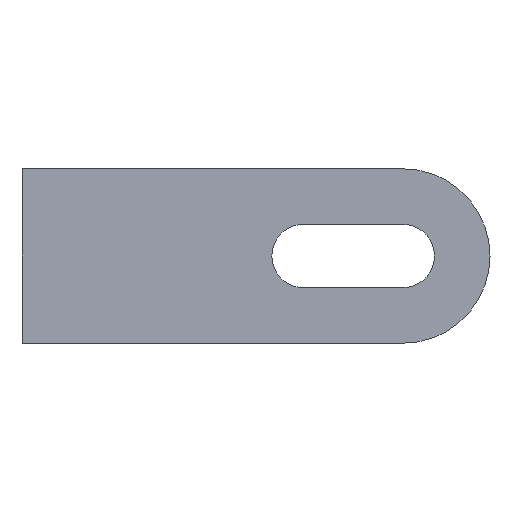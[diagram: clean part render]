
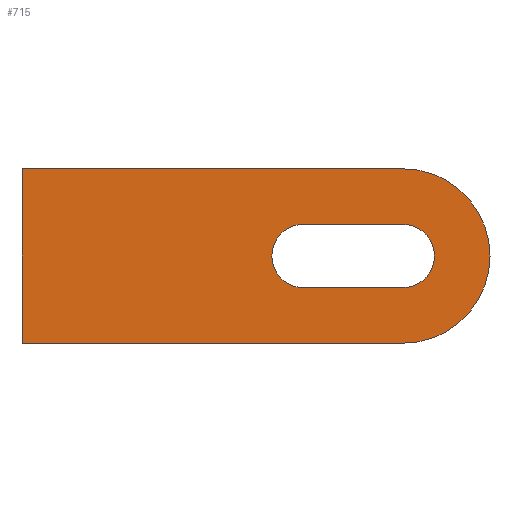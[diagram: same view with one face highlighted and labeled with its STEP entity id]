
A CAD part, front view. The second image highlights one B-rep face of the part: STEP entity #715.
In plain terms, the highlighted planar face has unit normal (0, -1, 0).
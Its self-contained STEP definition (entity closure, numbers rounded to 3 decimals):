
#28 = CARTESIAN_POINT ( 'NONE',  ( 0., 0., -22. ) ) ;
#54 = VERTEX_POINT ( 'NONE', #281 ) ;
#70 = VERTEX_POINT ( 'NONE', #112 ) ;
#73 = CARTESIAN_POINT ( 'NONE',  ( 37., 0., 8. ) ) ;
#75 = CARTESIAN_POINT ( 'NONE',  ( 37., 0., -22. ) ) ;
#81 = DIRECTION ( 'NONE',  ( 0., 0., 1. ) ) ;
#89 = LINE ( 'NONE', #260, #651 ) ;
#100 = AXIS2_PLACEMENT_3D ( 'NONE', #512, #209, #145 ) ;
#101 = EDGE_CURVE ( 'NONE', #241, #54, #546, .T. ) ;
#112 = CARTESIAN_POINT ( 'NONE',  ( 12., 0., 8. ) ) ;
#117 = DIRECTION ( 'NONE',  ( 1., 0., 0. ) ) ;
#120 = CARTESIAN_POINT ( 'NONE',  ( 0., 0., 0. ) ) ;
#145 = DIRECTION ( 'NONE',  ( 0., 0., 1. ) ) ;
#152 = VERTEX_POINT ( 'NONE', #794 ) ;
#171 = ORIENTED_EDGE ( 'NONE', *, *, #101, .F. ) ;
#178 = VERTEX_POINT ( 'NONE', #446 ) ;
#193 = DIRECTION ( 'NONE',  ( 0., 1., 0. ) ) ;
#199 = DIRECTION ( 'NONE',  ( 1., 0., 0. ) ) ;
#209 = DIRECTION ( 'NONE',  ( 0., 1., 0. ) ) ;
#222 = CARTESIAN_POINT ( 'NONE',  ( 0., 0., 22. ) ) ;
#224 = VECTOR ( 'NONE', #81, 1000. ) ;
#226 = ORIENTED_EDGE ( 'NONE', *, *, #411, .F. ) ;
#241 = VERTEX_POINT ( 'NONE', #696 ) ;
#260 = CARTESIAN_POINT ( 'NONE',  ( 37., 0., -8. ) ) ;
#281 = CARTESIAN_POINT ( 'NONE',  ( 37., 0., 22. ) ) ;
#282 = CIRCLE ( 'NONE', #506, 22. ) ;
#287 = EDGE_CURVE ( 'NONE', #539, #598, #459, .T. ) ;
#292 = CARTESIAN_POINT ( 'NONE',  ( -59., 0., -22. ) ) ;
#298 = EDGE_CURVE ( 'NONE', #54, #598, #282, .T. ) ;
#308 = ORIENTED_EDGE ( 'NONE', *, *, #472, .T. ) ;
#310 = ORIENTED_EDGE ( 'NONE', *, *, #437, .T. ) ;
#316 = CARTESIAN_POINT ( 'NONE',  ( -59., 0., 0. ) ) ;
#320 = CARTESIAN_POINT ( 'NONE',  ( 37., 0., 8. ) ) ;
#329 = DIRECTION ( 'NONE',  ( 0., 0., 1. ) ) ;
#333 = DIRECTION ( 'NONE',  ( -1., 0., 0. ) ) ;
#344 = EDGE_LOOP ( 'NONE', ( #310, #524, #534, #308 ) ) ;
#363 = VERTEX_POINT ( 'NONE', #73 ) ;
#371 = ORIENTED_EDGE ( 'NONE', *, *, #298, .F. ) ;
#387 = PLANE ( 'NONE',  #514 ) ;
#400 = VECTOR ( 'NONE', #117, 1000. ) ;
#407 = CIRCLE ( 'NONE', #689, 8. ) ;
#409 = CIRCLE ( 'NONE', #100, 8. ) ;
#411 = EDGE_CURVE ( 'NONE', #539, #241, #752, .T. ) ;
#437 = EDGE_CURVE ( 'NONE', #70, #363, #691, .T. ) ;
#446 = CARTESIAN_POINT ( 'NONE',  ( 37., 0., -8. ) ) ;
#447 = CARTESIAN_POINT ( 'NONE',  ( 37., 0., 0. ) ) ;
#459 = LINE ( 'NONE', #28, #531 ) ;
#461 = FACE_OUTER_BOUND ( 'NONE', #535, .T. ) ;
#472 = EDGE_CURVE ( 'NONE', #152, #70, #409, .T. ) ;
#496 = FACE_BOUND ( 'NONE', #344, .T. ) ;
#506 = AXIS2_PLACEMENT_3D ( 'NONE', #572, #645, #329 ) ;
#512 = CARTESIAN_POINT ( 'NONE',  ( 12., 0., 0. ) ) ;
#514 = AXIS2_PLACEMENT_3D ( 'NONE', #120, #791, #576 ) ;
#524 = ORIENTED_EDGE ( 'NONE', *, *, #656, .T. ) ;
#531 = VECTOR ( 'NONE', #700, 1000. ) ;
#534 = ORIENTED_EDGE ( 'NONE', *, *, #706, .T. ) ;
#535 = EDGE_LOOP ( 'NONE', ( #171, #226, #588, #371 ) ) ;
#539 = VERTEX_POINT ( 'NONE', #292 ) ;
#546 = LINE ( 'NONE', #222, #400 ) ;
#572 = CARTESIAN_POINT ( 'NONE',  ( 37., 0., 0. ) ) ;
#576 = DIRECTION ( 'NONE',  ( 0., 0., 1. ) ) ;
#588 = ORIENTED_EDGE ( 'NONE', *, *, #287, .T. ) ;
#598 = VERTEX_POINT ( 'NONE', #75 ) ;
#645 = DIRECTION ( 'NONE',  ( 0., 1., 0. ) ) ;
#651 = VECTOR ( 'NONE', #333, 1000. ) ;
#656 = EDGE_CURVE ( 'NONE', #363, #178, #407, .T. ) ;
#666 = VECTOR ( 'NONE', #199, 1000. ) ;
#680 = DIRECTION ( 'NONE',  ( 0., 0., 1. ) ) ;
#689 = AXIS2_PLACEMENT_3D ( 'NONE', #447, #193, #680 ) ;
#691 = LINE ( 'NONE', #320, #666 ) ;
#696 = CARTESIAN_POINT ( 'NONE',  ( -59., 0., 22. ) ) ;
#700 = DIRECTION ( 'NONE',  ( 1., 0., 0. ) ) ;
#706 = EDGE_CURVE ( 'NONE', #178, #152, #89, .T. ) ;
#715 = ADVANCED_FACE ( 'NONE', ( #496, #461 ), #387, .F. ) ;
#752 = LINE ( 'NONE', #316, #224 ) ;
#791 = DIRECTION ( 'NONE',  ( 0., 1., 0. ) ) ;
#794 = CARTESIAN_POINT ( 'NONE',  ( 12., 0., -8. ) ) ;
